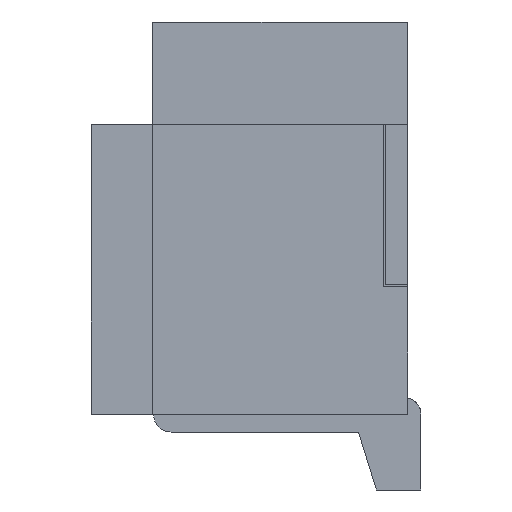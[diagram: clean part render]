
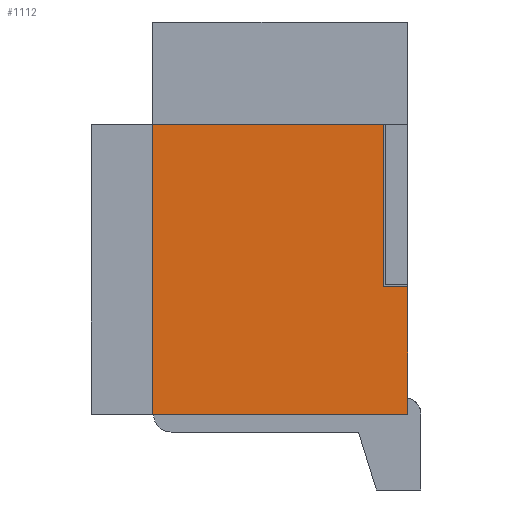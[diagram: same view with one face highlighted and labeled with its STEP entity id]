
A CAD part, left-side view. The second image highlights one B-rep face of the part: STEP entity #1112.
In plain terms, the highlighted planar face has unit normal (-1, 0, 0).
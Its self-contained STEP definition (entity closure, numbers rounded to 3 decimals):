
#1112=ADVANCED_FACE('',(#2211),#17325,.T.);
#2211=FACE_OUTER_BOUND('',#3376,.T.);
#3376=EDGE_LOOP('',(#7227,#7228,#7229,#7230,#7231,#7232));
#7227=ORIENTED_EDGE('',*,*,#11050,.T.);
#7228=ORIENTED_EDGE('',*,*,#11043,.T.);
#7229=ORIENTED_EDGE('',*,*,#10893,.T.);
#7230=ORIENTED_EDGE('',*,*,#10850,.F.);
#7231=ORIENTED_EDGE('',*,*,#11089,.F.);
#7232=ORIENTED_EDGE('',*,*,#11065,.T.);
#10850=EDGE_CURVE('',#16063,#16062,#13775,.T.);
#10893=EDGE_CURVE('',#16101,#16062,#13818,.T.);
#11043=EDGE_CURVE('',#16186,#16101,#13963,.T.);
#11050=EDGE_CURVE('',#16191,#16186,#13968,.T.);
#11065=EDGE_CURVE('',#16203,#16191,#13983,.T.);
#11089=EDGE_CURVE('',#16203,#16063,#14004,.T.);
#13775=B_SPLINE_CURVE_WITH_KNOTS('',1,(#32699,#32700),.UNSPECIFIED.,.F.,
 .F.,(2,2),(-1.43,0.),.UNSPECIFIED.);
#13818=B_SPLINE_CURVE_WITH_KNOTS('',1,(#32785,#32786),.UNSPECIFIED.,.F.,
 .F.,(2,2),(0.,2.86),.UNSPECIFIED.);
#13963=B_SPLINE_CURVE_WITH_KNOTS('',1,(#33090,#33091),.UNSPECIFIED.,.F.,
 .F.,(2,2),(0.,3.25),.UNSPECIFIED.);
#13968=B_SPLINE_CURVE_WITH_KNOTS('',1,(#33106,#33107),.UNSPECIFIED.,.F.,
 .F.,(2,2),(0.,2.59),.UNSPECIFIED.);
#13983=B_SPLINE_CURVE_WITH_KNOTS('',1,(#33136,#33137),.UNSPECIFIED.,.F.,
 .F.,(2,2),(0.,1.82),.UNSPECIFIED.);
#14004=B_SPLINE_CURVE_WITH_KNOTS('',1,(#33187,#33188),.UNSPECIFIED.,.F.,
 .F.,(2,2),(-0.27,0.),.UNSPECIFIED.);
#16062=VERTEX_POINT('',#31070);
#16063=VERTEX_POINT('',#31071);
#16101=VERTEX_POINT('',#31109);
#16186=VERTEX_POINT('',#31194);
#16191=VERTEX_POINT('',#31199);
#16203=VERTEX_POINT('',#31211);
#17325=PLANE('',#18444);
#18444=AXIS2_PLACEMENT_3D('',#27128,#18926,$);
#18926=DIRECTION('',(-1.,0.,0.));
#27128=CARTESIAN_POINT('',(-16.25,-3.171,-0.25));
#31070=CARTESIAN_POINT('',(-16.25,-2.86,0.1));
#31071=CARTESIAN_POINT('',(-16.25,-2.86,1.53));
#31109=CARTESIAN_POINT('',(-16.25,0.,0.1));
#31194=CARTESIAN_POINT('',(-16.25,0.,3.35));
#31199=CARTESIAN_POINT('',(-16.25,-2.59,3.35));
#31211=CARTESIAN_POINT('',(-16.25,-2.59,1.53));
#32699=CARTESIAN_POINT('',(-16.25,-2.86,1.53));
#32700=CARTESIAN_POINT('',(-16.25,-2.86,0.1));
#32785=CARTESIAN_POINT('',(-16.25,0.,0.1));
#32786=CARTESIAN_POINT('',(-16.25,-2.86,0.1));
#33090=CARTESIAN_POINT('',(-16.25,0.,3.35));
#33091=CARTESIAN_POINT('',(-16.25,0.,0.1));
#33106=CARTESIAN_POINT('',(-16.25,-2.59,3.35));
#33107=CARTESIAN_POINT('',(-16.25,0.,3.35));
#33136=CARTESIAN_POINT('',(-16.25,-2.59,1.53));
#33137=CARTESIAN_POINT('',(-16.25,-2.59,3.35));
#33187=CARTESIAN_POINT('',(-16.25,-2.59,1.53));
#33188=CARTESIAN_POINT('',(-16.25,-2.86,1.53));
